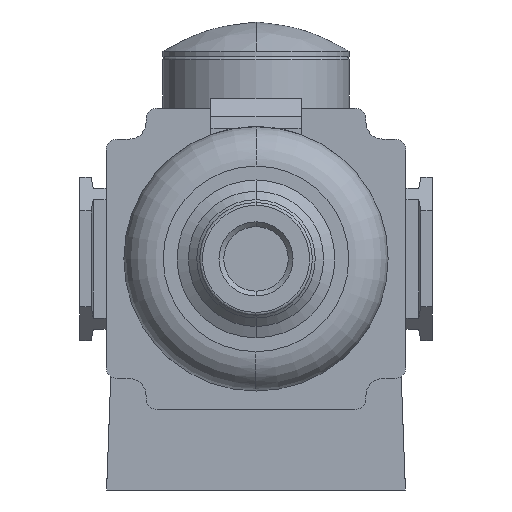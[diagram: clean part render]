
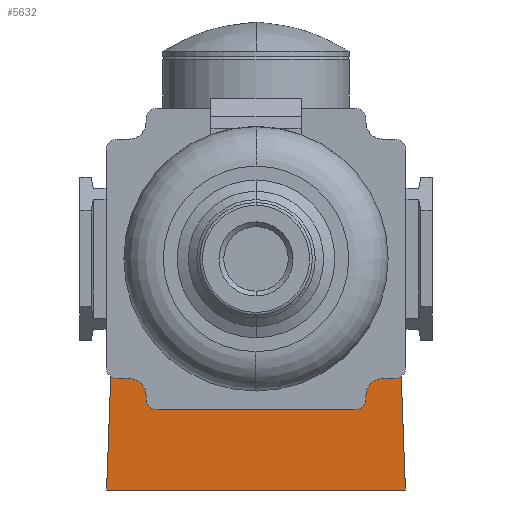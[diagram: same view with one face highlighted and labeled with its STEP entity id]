
A CAD part, front view. The second image highlights one B-rep face of the part: STEP entity #5632.
In plain terms, the highlighted planar face has unit normal (0, -1, 0).
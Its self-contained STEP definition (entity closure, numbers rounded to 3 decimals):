
#6 = EDGE_CURVE ( 'NONE', #6445, #5074, #4032, .T. ) ;
#223 = EDGE_CURVE ( 'NONE', #6951, #2817, #5642, .T. ) ;
#242 = LINE ( 'NONE', #3637, #6713 ) ;
#263 = CARTESIAN_POINT ( 'NONE',  ( -16., 37.5, -17. ) ) ;
#372 = CARTESIAN_POINT ( 'NONE',  ( 26.5, 37.5, -41. ) ) ;
#423 = CIRCLE ( 'NONE', #435, 2. ) ;
#429 = CIRCLE ( 'NONE', #3943, 2. ) ;
#434 = CARTESIAN_POINT ( 'NONE',  ( 26.5, 37.5, -39. ) ) ;
#435 = AXIS2_PLACEMENT_3D ( 'NONE', #4503, #3821, #6745 ) ;
#483 = CARTESIAN_POINT ( 'NONE',  ( 11., 37.5, -26.65 ) ) ;
#492 = EDGE_CURVE ( 'NONE', #5884, #6445, #5996, .T. ) ;
#674 = DIRECTION ( 'NONE',  ( 1., 0., 0. ) ) ;
#682 = DIRECTION ( 'NONE',  ( 0., 0., -1. ) ) ;
#712 = EDGE_CURVE ( 'NONE', #2699, #1582, #1221, .T. ) ;
#803 = DIRECTION ( 'NONE',  ( -1., 0., 0. ) ) ;
#916 = AXIS2_PLACEMENT_3D ( 'NONE', #2555, #1668, #3684 ) ;
#993 = VERTEX_POINT ( 'NONE', #4886 ) ;
#1098 = DIRECTION ( 'NONE',  ( 0., 0., -1. ) ) ;
#1109 = ORIENTED_EDGE ( 'NONE', *, *, #6, .F. ) ;
#1221 = LINE ( 'NONE', #6763, #6116 ) ;
#1283 = EDGE_CURVE ( 'NONE', #5946, #2699, #242, .T. ) ;
#1322 = EDGE_CURVE ( 'NONE', #6951, #6008, #5659, .T. ) ;
#1355 = CARTESIAN_POINT ( 'NONE',  ( 25.511, 37.5, -13.663 ) ) ;
#1381 = CIRCLE ( 'NONE', #5705, 2. ) ;
#1582 = VERTEX_POINT ( 'NONE', #434 ) ;
#1653 = CARTESIAN_POINT ( 'NONE',  ( 26.5, 37.5, -39. ) ) ;
#1668 = DIRECTION ( 'NONE',  ( 0., 1., 0. ) ) ;
#1702 = CARTESIAN_POINT ( 'NONE',  ( 11., 37.5, -24.65 ) ) ;
#1749 = DIRECTION ( 'NONE',  ( 1., 0., 0. ) ) ;
#1766 = ORIENTED_EDGE ( 'NONE', *, *, #712, .F. ) ;
#1774 = EDGE_CURVE ( 'NONE', #5884, #6822, #1777, .T. ) ;
#1777 = LINE ( 'NONE', #6207, #4400 ) ;
#1780 = LINE ( 'NONE', #5701, #4748 ) ;
#1819 = EDGE_CURVE ( 'NONE', #5946, #4026, #429, .T. ) ;
#1936 = DIRECTION ( 'NONE',  ( 0., 1., 0. ) ) ;
#1946 = CIRCLE ( 'NONE', #2532, 2. ) ;
#2048 = DIRECTION ( 'NONE',  ( -1., 0., 0. ) ) ;
#2094 = EDGE_CURVE ( 'NONE', #2817, #6446, #1946, .T. ) ;
#2271 = CARTESIAN_POINT ( 'NONE',  ( 13., 37.5, -17. ) ) ;
#2328 = VECTOR ( 'NONE', #2720, 1000. ) ;
#2359 = CARTESIAN_POINT ( 'NONE',  ( 24.4, 37.5, -12. ) ) ;
#2371 = ORIENTED_EDGE ( 'NONE', *, *, #1774, .T. ) ;
#2433 = ORIENTED_EDGE ( 'NONE', *, *, #1283, .F. ) ;
#2481 = CARTESIAN_POINT ( 'NONE',  ( 24.4, 37.5, -14. ) ) ;
#2492 = VECTOR ( 'NONE', #5571, 1000. ) ;
#2532 = AXIS2_PLACEMENT_3D ( 'NONE', #1702, #3937, #674 ) ;
#2555 = CARTESIAN_POINT ( 'NONE',  ( 0., 37.5, 0. ) ) ;
#2567 = DIRECTION ( 'NONE',  ( 1., 0., 0. ) ) ;
#2628 = EDGE_CURVE ( 'NONE', #2781, #4324, #5697, .T. ) ;
#2656 = ORIENTED_EDGE ( 'NONE', *, *, #2729, .F. ) ;
#2680 = CARTESIAN_POINT ( 'NONE',  ( -11., 37.5, -26.65 ) ) ;
#2686 = LINE ( 'NONE', #6112, #2328 ) ;
#2699 = VERTEX_POINT ( 'NONE', #7065 ) ;
#2720 = DIRECTION ( 'NONE',  ( -1., 0., 0. ) ) ;
#2729 = EDGE_CURVE ( 'NONE', #5760, #6822, #3261, .T. ) ;
#2754 = VERTEX_POINT ( 'NONE', #2680 ) ;
#2781 = VERTEX_POINT ( 'NONE', #4794 ) ;
#2817 = VERTEX_POINT ( 'NONE', #3770 ) ;
#2857 = EDGE_CURVE ( 'NONE', #1582, #5760, #4621, .T. ) ;
#2975 = CARTESIAN_POINT ( 'NONE',  ( -26.5, 37.5, -41. ) ) ;
#2979 = ORIENTED_EDGE ( 'NONE', *, *, #4277, .T. ) ;
#3018 = VECTOR ( 'NONE', #4640, 1000. ) ;
#3045 = ORIENTED_EDGE ( 'NONE', *, *, #5127, .T. ) ;
#3080 = CARTESIAN_POINT ( 'NONE',  ( 16., 37.5, -14. ) ) ;
#3101 = ORIENTED_EDGE ( 'NONE', *, *, #223, .T. ) ;
#3261 = LINE ( 'NONE', #372, #6513 ) ;
#3309 = DIRECTION ( 'NONE',  ( 1., 0., 0. ) ) ;
#3442 = ORIENTED_EDGE ( 'NONE', *, *, #1322, .F. ) ;
#3471 = EDGE_CURVE ( 'NONE', #4602, #5074, #423, .T. ) ;
#3539 = CARTESIAN_POINT ( 'NONE',  ( -13., 37.5, -24.65 ) ) ;
#3588 = ORIENTED_EDGE ( 'NONE', *, *, #6110, .T. ) ;
#3637 = CARTESIAN_POINT ( 'NONE',  ( 24.984, 37.5, 0.904 ) ) ;
#3684 = DIRECTION ( 'NONE',  ( 0., 0., 1. ) ) ;
#3692 = CARTESIAN_POINT ( 'NONE',  ( -26.5, 37.5, -39. ) ) ;
#3703 = ORIENTED_EDGE ( 'NONE', *, *, #2857, .F. ) ;
#3770 = CARTESIAN_POINT ( 'NONE',  ( 13., 37.5, -24.65 ) ) ;
#3821 = DIRECTION ( 'NONE',  ( 0., 1., 0. ) ) ;
#3832 = AXIS2_PLACEMENT_3D ( 'NONE', #263, #1936, #6915 ) ;
#3937 = DIRECTION ( 'NONE',  ( 0., 1., 0. ) ) ;
#3943 = AXIS2_PLACEMENT_3D ( 'NONE', #2359, #4583, #5733 ) ;
#3985 = CARTESIAN_POINT ( 'NONE',  ( -13., 37.5, -17. ) ) ;
#3999 = CARTESIAN_POINT ( 'NONE',  ( -26.5, 37.5, -39. ) ) ;
#4026 = VERTEX_POINT ( 'NONE', #2481 ) ;
#4032 = LINE ( 'NONE', #2975, #5565 ) ;
#4160 = ORIENTED_EDGE ( 'NONE', *, *, #1819, .T. ) ;
#4235 = ORIENTED_EDGE ( 'NONE', *, *, #3471, .T. ) ;
#4277 = EDGE_CURVE ( 'NONE', #4026, #6008, #1780, .T. ) ;
#4324 = VERTEX_POINT ( 'NONE', #3985 ) ;
#4363 = ORIENTED_EDGE ( 'NONE', *, *, #2094, .T. ) ;
#4400 = VECTOR ( 'NONE', #682, 1000. ) ;
#4503 = CARTESIAN_POINT ( 'NONE',  ( -24.4, 37.5, -12. ) ) ;
#4510 = EDGE_LOOP ( 'NONE', ( #1109, #4695, #2371, #2656, #3703, #1766, #2433, #4160, #2979, #3442, #3101, #4363, #5409, #6159, #3045, #4841, #3588, #4235 ) ) ;
#4543 = CARTESIAN_POINT ( 'NONE',  ( 26.5, 37.5, -41. ) ) ;
#4583 = DIRECTION ( 'NONE',  ( 0., 1., 0. ) ) ;
#4602 = VERTEX_POINT ( 'NONE', #7193 ) ;
#4621 = LINE ( 'NONE', #1653, #5923 ) ;
#4640 = DIRECTION ( 'NONE',  ( 0., 0., 1. ) ) ;
#4695 = ORIENTED_EDGE ( 'NONE', *, *, #492, .F. ) ;
#4748 = VECTOR ( 'NONE', #5178, 1000. ) ;
#4794 = CARTESIAN_POINT ( 'NONE',  ( -16., 37.5, -14. ) ) ;
#4841 = ORIENTED_EDGE ( 'NONE', *, *, #2628, .F. ) ;
#4846 = VECTOR ( 'NONE', #2567, 1000. ) ;
#4886 = CARTESIAN_POINT ( 'NONE',  ( -13., 37.5, -24.65 ) ) ;
#4917 = DIRECTION ( 'NONE',  ( 1., 0., 0. ) ) ;
#4954 = CARTESIAN_POINT ( 'NONE',  ( -11., 37.5, -24.65 ) ) ;
#4972 = CARTESIAN_POINT ( 'NONE',  ( -26.428, 37.5, -39. ) ) ;
#5074 = VERTEX_POINT ( 'NONE', #6946 ) ;
#5127 = EDGE_CURVE ( 'NONE', #993, #4324, #6324, .T. ) ;
#5166 = DIRECTION ( 'NONE',  ( 0.036, 0., -0.999 ) ) ;
#5178 = DIRECTION ( 'NONE',  ( -1., 0., 0. ) ) ;
#5181 = LINE ( 'NONE', #6984, #6892 ) ;
#5368 = PLANE ( 'NONE',  #916 ) ;
#5409 = ORIENTED_EDGE ( 'NONE', *, *, #6756, .T. ) ;
#5420 = AXIS2_PLACEMENT_3D ( 'NONE', #6559, #7075, #4917 ) ;
#5543 = FACE_OUTER_BOUND ( 'NONE', #4510, .T. ) ;
#5565 = VECTOR ( 'NONE', #5860, 1000. ) ;
#5571 = DIRECTION ( 'NONE',  ( 0., 0., -1. ) ) ;
#5602 = EDGE_CURVE ( 'NONE', #2754, #993, #1381, .T. ) ;
#5632 = ADVANCED_FACE ( 'NONE', ( #5543 ), #5368, .F. ) ;
#5642 = LINE ( 'NONE', #2271, #2492 ) ;
#5659 = CIRCLE ( 'NONE', #5420, 3. ) ;
#5697 = CIRCLE ( 'NONE', #3832, 3. ) ;
#5701 = CARTESIAN_POINT ( 'NONE',  ( 24.4, 37.5, -14. ) ) ;
#5705 = AXIS2_PLACEMENT_3D ( 'NONE', #4954, #5872, #3309 ) ;
#5733 = DIRECTION ( 'NONE',  ( 0., 0., 1. ) ) ;
#5760 = VERTEX_POINT ( 'NONE', #4543 ) ;
#5860 = DIRECTION ( 'NONE',  ( 0.036, 0., 0.999 ) ) ;
#5872 = DIRECTION ( 'NONE',  ( 0., 1., 0. ) ) ;
#5884 = VERTEX_POINT ( 'NONE', #3999 ) ;
#5923 = VECTOR ( 'NONE', #1098, 1000. ) ;
#5946 = VERTEX_POINT ( 'NONE', #1355 ) ;
#5996 = LINE ( 'NONE', #3692, #4846 ) ;
#6008 = VERTEX_POINT ( 'NONE', #3080 ) ;
#6110 = EDGE_CURVE ( 'NONE', #2781, #4602, #2686, .T. ) ;
#6112 = CARTESIAN_POINT ( 'NONE',  ( -16., 37.5, -14. ) ) ;
#6116 = VECTOR ( 'NONE', #1749, 1000. ) ;
#6159 = ORIENTED_EDGE ( 'NONE', *, *, #5602, .T. ) ;
#6207 = CARTESIAN_POINT ( 'NONE',  ( -26.5, 37.5, -39. ) ) ;
#6324 = LINE ( 'NONE', #3539, #3018 ) ;
#6445 = VERTEX_POINT ( 'NONE', #4972 ) ;
#6446 = VERTEX_POINT ( 'NONE', #483 ) ;
#6513 = VECTOR ( 'NONE', #2048, 1000. ) ;
#6559 = CARTESIAN_POINT ( 'NONE',  ( 16., 37.5, -17. ) ) ;
#6713 = VECTOR ( 'NONE', #5166, 1000. ) ;
#6745 = DIRECTION ( 'NONE',  ( 1., 0., 0. ) ) ;
#6756 = EDGE_CURVE ( 'NONE', #6446, #2754, #5181, .T. ) ;
#6763 = CARTESIAN_POINT ( 'NONE',  ( -26.5, 37.5, -39. ) ) ;
#6822 = VERTEX_POINT ( 'NONE', #7129 ) ;
#6892 = VECTOR ( 'NONE', #803, 1000. ) ;
#6915 = DIRECTION ( 'NONE',  ( 1., 0., 0. ) ) ;
#6946 = CARTESIAN_POINT ( 'NONE',  ( -25.511, 37.5, -13.663 ) ) ;
#6951 = VERTEX_POINT ( 'NONE', #7165 ) ;
#6984 = CARTESIAN_POINT ( 'NONE',  ( 11., 37.5, -26.65 ) ) ;
#7065 = CARTESIAN_POINT ( 'NONE',  ( 26.428, 37.5, -39. ) ) ;
#7075 = DIRECTION ( 'NONE',  ( 0., 1., 0. ) ) ;
#7129 = CARTESIAN_POINT ( 'NONE',  ( -26.5, 37.5, -41. ) ) ;
#7165 = CARTESIAN_POINT ( 'NONE',  ( 13., 37.5, -17. ) ) ;
#7193 = CARTESIAN_POINT ( 'NONE',  ( -24.4, 37.5, -14. ) ) ;
